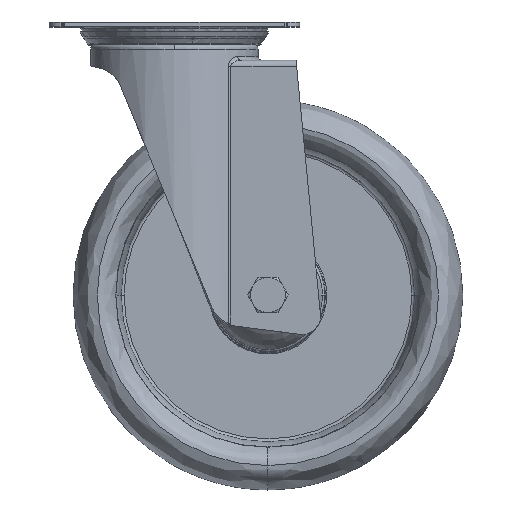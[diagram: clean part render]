
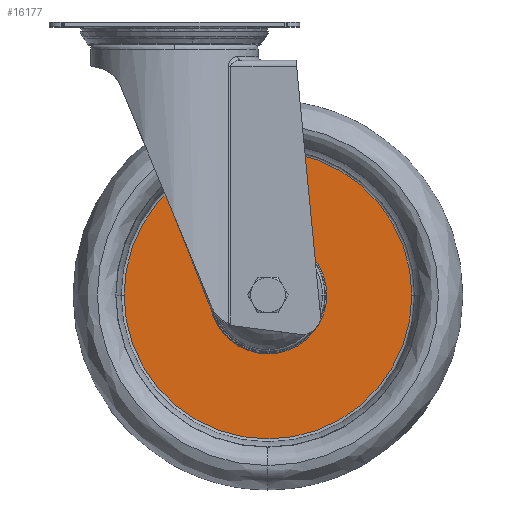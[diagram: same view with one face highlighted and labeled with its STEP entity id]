
A CAD part, top view. The second image highlights one B-rep face of the part: STEP entity #16177.
In plain terms, the highlighted planar face has unit normal (0, 0, 1).
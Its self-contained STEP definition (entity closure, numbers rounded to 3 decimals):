
#393 = ORIENTED_EDGE ( 'NONE', *, *, #7571, .F. ) ;
#2718 = EDGE_CURVE ( 'NONE', #33423, #25027, #24075, .T. ) ;
#2758 = CARTESIAN_POINT ( 'NONE',  ( 38.777, -132.192, -61.116 ) ) ;
#3648 = CARTESIAN_POINT ( 'NONE',  ( 112.591, -132.192, -61.116 ) ) ;
#4082 = CIRCLE ( 'NONE', #14869, 30.173 ) ;
#5161 = CIRCLE ( 'NONE', #8569, 73.814 ) ;
#5235 = EDGE_CURVE ( 'NONE', #25027, #33423, #4082, .T. ) ;
#6993 = ORIENTED_EDGE ( 'NONE', *, *, #5235, .F. ) ;
#7571 = EDGE_CURVE ( 'NONE', #15644, #26603, #32479, .T. ) ;
#8097 = DIRECTION ( 'NONE',  ( 0., 0., 1. ) ) ;
#8264 = CARTESIAN_POINT ( 'NONE',  ( 38.777, -57.023, -61.116 ) ) ;
#8569 = AXIS2_PLACEMENT_3D ( 'NONE', #31867, #23869, #18503 ) ;
#8578 = DIRECTION ( 'NONE',  ( -1., 0., 0. ) ) ;
#9152 = DIRECTION ( 'NONE',  ( 0., 0., 1. ) ) ;
#9256 = CARTESIAN_POINT ( 'NONE',  ( -35.037, -132.192, -61.116 ) ) ;
#9266 = DIRECTION ( 'NONE',  ( 0., 0., -1. ) ) ;
#9862 = EDGE_CURVE ( 'NONE', #26603, #15644, #5161, .T. ) ;
#10398 = CARTESIAN_POINT ( 'NONE',  ( 8.604, -132.192, -61.116 ) ) ;
#10934 = AXIS2_PLACEMENT_3D ( 'NONE', #33644, #9152, #23124 ) ;
#11802 = ORIENTED_EDGE ( 'NONE', *, *, #9862, .F. ) ;
#13597 = DIRECTION ( 'NONE',  ( 0., 0., 1. ) ) ;
#14869 = AXIS2_PLACEMENT_3D ( 'NONE', #2758, #13597, #33066 ) ;
#15079 = ORIENTED_EDGE ( 'NONE', *, *, #2718, .F. ) ;
#15170 = EDGE_LOOP ( 'NONE', ( #11802, #393 ) ) ;
#15644 = VERTEX_POINT ( 'NONE', #9256 ) ;
#16177 = ADVANCED_FACE ( 'NONE', ( #32566, #19719 ), #32911, .T. ) ;
#17091 = AXIS2_PLACEMENT_3D ( 'NONE', #17175, #9266, #8578 ) ;
#17175 = CARTESIAN_POINT ( 'NONE',  ( 38.777, -132.192, -61.116 ) ) ;
#18503 = DIRECTION ( 'NONE',  ( -1., 0., 0. ) ) ;
#19719 = FACE_BOUND ( 'NONE', #21608, .T. ) ;
#21608 = EDGE_LOOP ( 'NONE', ( #6993, #15079 ) ) ;
#22246 = CARTESIAN_POINT ( 'NONE',  ( 68.95, -132.192, -61.116 ) ) ;
#23124 = DIRECTION ( 'NONE',  ( 1., 0., 0. ) ) ;
#23869 = DIRECTION ( 'NONE',  ( 0., 0., -1. ) ) ;
#24075 = CIRCLE ( 'NONE', #10934, 30.173 ) ;
#24376 = DIRECTION ( 'NONE',  ( -1., 0., 0. ) ) ;
#25027 = VERTEX_POINT ( 'NONE', #22246 ) ;
#26603 = VERTEX_POINT ( 'NONE', #3648 ) ;
#31867 = CARTESIAN_POINT ( 'NONE',  ( 38.777, -132.192, -61.116 ) ) ;
#32479 = CIRCLE ( 'NONE', #17091, 73.814 ) ;
#32566 = FACE_OUTER_BOUND ( 'NONE', #15170, .T. ) ;
#32911 = PLANE ( 'NONE',  #33902 ) ;
#33066 = DIRECTION ( 'NONE',  ( 1., 0., 0. ) ) ;
#33423 = VERTEX_POINT ( 'NONE', #10398 ) ;
#33644 = CARTESIAN_POINT ( 'NONE',  ( 38.777, -132.192, -61.116 ) ) ;
#33902 = AXIS2_PLACEMENT_3D ( 'NONE', #8264, #8097, #24376 ) ;
